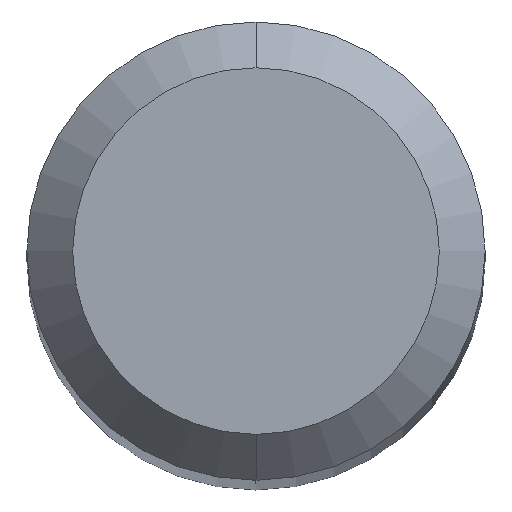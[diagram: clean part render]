
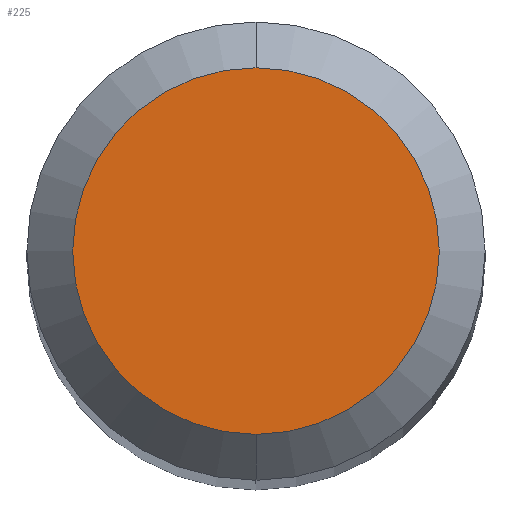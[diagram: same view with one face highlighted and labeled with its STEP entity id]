
A CAD part, top view. The second image highlights one B-rep face of the part: STEP entity #225.
In plain terms, the highlighted planar face has unit normal (0, 0, 1).
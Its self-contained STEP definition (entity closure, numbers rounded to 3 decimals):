
#7 = AXIS2_PLACEMENT_3D ( 'NONE', #174, #104, #197 ) ;
#16 = CARTESIAN_POINT ( 'NONE',  ( 0., -1.6, 50. ) ) ;
#42 = DIRECTION ( 'NONE',  ( 0., 0., -1. ) ) ;
#58 = CARTESIAN_POINT ( 'NONE',  ( 0., 1.6, 50. ) ) ;
#61 = AXIS2_PLACEMENT_3D ( 'NONE', #200, #42, #287 ) ;
#104 = DIRECTION ( 'NONE',  ( 0., 0., -1. ) ) ;
#114 = VERTEX_POINT ( 'NONE', #58 ) ;
#131 = CIRCLE ( 'NONE', #7, 1.6 ) ;
#155 = CARTESIAN_POINT ( 'NONE',  ( 0., 0., 50. ) ) ;
#158 = EDGE_CURVE ( 'NONE', #164, #114, #260, .T. ) ;
#159 = ORIENTED_EDGE ( 'NONE', *, *, #172, .F. ) ;
#164 = VERTEX_POINT ( 'NONE', #16 ) ;
#172 = EDGE_CURVE ( 'NONE', #114, #164, #131, .T. ) ;
#174 = CARTESIAN_POINT ( 'NONE',  ( 0., 0., 50. ) ) ;
#176 = PLANE ( 'NONE',  #250 ) ;
#197 = DIRECTION ( 'NONE',  ( 0., 1., 0. ) ) ;
#199 = DIRECTION ( 'NONE',  ( 0., 1., 0. ) ) ;
#200 = CARTESIAN_POINT ( 'NONE',  ( 0., 0., 50. ) ) ;
#207 = ORIENTED_EDGE ( 'NONE', *, *, #158, .F. ) ;
#218 = DIRECTION ( 'NONE',  ( 0., 0., -1. ) ) ;
#225 = ADVANCED_FACE ( 'NONE', ( #239 ), #176, .F. ) ;
#239 = FACE_OUTER_BOUND ( 'NONE', #252, .T. ) ;
#250 = AXIS2_PLACEMENT_3D ( 'NONE', #155, #218, #199 ) ;
#252 = EDGE_LOOP ( 'NONE', ( #159, #207 ) ) ;
#260 = CIRCLE ( 'NONE', #61, 1.6 ) ;
#287 = DIRECTION ( 'NONE',  ( 0., 1., 0. ) ) ;
